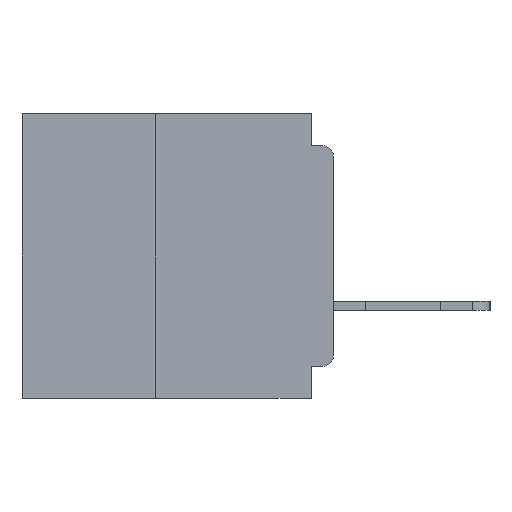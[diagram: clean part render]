
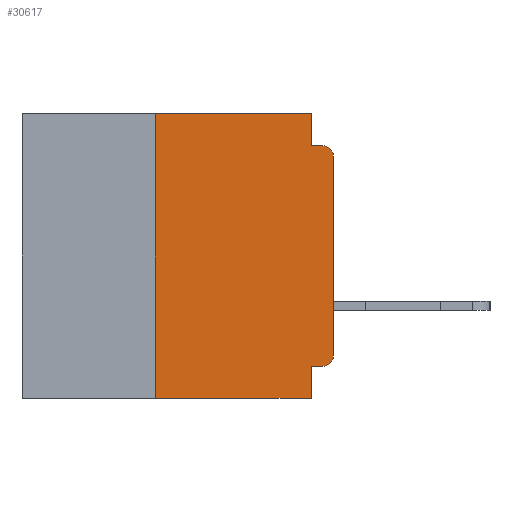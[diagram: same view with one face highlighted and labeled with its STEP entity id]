
A CAD part, left-side view. The second image highlights one B-rep face of the part: STEP entity #30617.
In plain terms, the highlighted planar face has unit normal (-1, 0, 0).
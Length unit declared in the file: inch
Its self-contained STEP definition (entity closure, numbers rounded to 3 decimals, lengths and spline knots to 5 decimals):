
#32 = LINE ( 'NONE', #17632, #26099 ) ;
#1417 = CARTESIAN_POINT ( 'NONE',  ( 0., 0.031, -0.4 ) ) ;
#1840 = VERTEX_POINT ( 'NONE', #27740 ) ;
#1915 = CARTESIAN_POINT ( 'NONE',  ( 0., 0.25, -0.4 ) ) ;
#2050 = VERTEX_POINT ( 'NONE', #36476 ) ;
#2063 = LINE ( 'NONE', #31669, #41370 ) ;
#2902 = DIRECTION ( 'NONE',  ( -1., 0., 0. ) ) ;
#3261 = LINE ( 'NONE', #19710, #35935 ) ;
#3351 = DIRECTION ( 'NONE',  ( 0., -1., 0. ) ) ;
#3433 = DIRECTION ( 'NONE',  ( 0., -1., 0. ) ) ;
#4719 = LINE ( 'NONE', #1417, #29763 ) ;
#6605 = CARTESIAN_POINT ( 'NONE',  ( 0., 0.437, 0. ) ) ;
#6662 = VERTEX_POINT ( 'NONE', #39768 ) ;
#6704 = CARTESIAN_POINT ( 'NONE',  ( 0., 0.031, -0.355 ) ) ;
#6982 = DIRECTION ( 'NONE',  ( 0., 0., -1. ) ) ;
#7470 = CARTESIAN_POINT ( 'NONE',  ( 0., 0.031, 0. ) ) ;
#8227 = AXIS2_PLACEMENT_3D ( 'NONE', #22464, #2902, #25791 ) ;
#9166 = VERTEX_POINT ( 'NONE', #21241 ) ;
#9503 = EDGE_CURVE ( 'NONE', #1840, #12689, #21070, .T. ) ;
#10161 = VERTEX_POINT ( 'NONE', #6704 ) ;
#10308 = CARTESIAN_POINT ( 'NONE',  ( 0., 0.015, -0.34 ) ) ;
#11991 = VECTOR ( 'NONE', #17039, 39.37008 ) ;
#12165 = PLANE ( 'NONE',  #35895 ) ;
#12191 = LINE ( 'NONE', #29849, #37295 ) ;
#12293 = VECTOR ( 'NONE', #3351, 39.37008 ) ;
#12689 = VERTEX_POINT ( 'NONE', #7470 ) ;
#12940 = ORIENTED_EDGE ( 'NONE', *, *, #36492, .T. ) ;
#13535 = CARTESIAN_POINT ( 'NONE',  ( 0., 0.031, -0.045 ) ) ;
#13593 = DIRECTION ( 'NONE',  ( 0., 0., -1. ) ) ;
#13720 = CARTESIAN_POINT ( 'NONE',  ( 0., 0., 0. ) ) ;
#14601 = ORIENTED_EDGE ( 'NONE', *, *, #33592, .F. ) ;
#14913 = ORIENTED_EDGE ( 'NONE', *, *, #36227, .F. ) ;
#15469 = DIRECTION ( 'NONE',  ( 1., 0., 0. ) ) ;
#16118 = VERTEX_POINT ( 'NONE', #1915 ) ;
#17039 = DIRECTION ( 'NONE',  ( 0., 0., 1. ) ) ;
#17184 = ORIENTED_EDGE ( 'NONE', *, *, #28347, .T. ) ;
#17632 = CARTESIAN_POINT ( 'NONE',  ( 0., 0., -0.045 ) ) ;
#17810 = ORIENTED_EDGE ( 'NONE', *, *, #30596, .F. ) ;
#18414 = ORIENTED_EDGE ( 'NONE', *, *, #22153, .T. ) ;
#18517 = VERTEX_POINT ( 'NONE', #20918 ) ;
#18656 = DIRECTION ( 'NONE',  ( 0., 1., 0. ) ) ;
#19710 = CARTESIAN_POINT ( 'NONE',  ( 0., 0.437, -0.4 ) ) ;
#20918 = CARTESIAN_POINT ( 'NONE',  ( 0., 0.015, -0.355 ) ) ;
#21070 = LINE ( 'NONE', #6605, #12293 ) ;
#21241 = CARTESIAN_POINT ( 'NONE',  ( 0., 0., -0.06 ) ) ;
#22153 = EDGE_CURVE ( 'NONE', #9166, #6662, #22526, .T. ) ;
#22464 = CARTESIAN_POINT ( 'NONE',  ( 0., 0.015, -0.06 ) ) ;
#22526 = CIRCLE ( 'NONE', #8227, 0.015 ) ;
#22654 = ORIENTED_EDGE ( 'NONE', *, *, #30881, .T. ) ;
#23482 = CIRCLE ( 'NONE', #24202, 0.015 ) ;
#24033 = FACE_OUTER_BOUND ( 'NONE', #31394, .T. ) ;
#24100 = ORIENTED_EDGE ( 'NONE', *, *, #39741, .F. ) ;
#24202 = AXIS2_PLACEMENT_3D ( 'NONE', #10308, #33200, #13593 ) ;
#24287 = DIRECTION ( 'NONE',  ( 0., 0., -1. ) ) ;
#25791 = DIRECTION ( 'NONE',  ( 0., 0., -1. ) ) ;
#25942 = VERTEX_POINT ( 'NONE', #26789 ) ;
#26099 = VECTOR ( 'NONE', #40528, 39.37008 ) ;
#26489 = ORIENTED_EDGE ( 'NONE', *, *, #9503, .F. ) ;
#26789 = CARTESIAN_POINT ( 'NONE',  ( 0., 0., -0.34 ) ) ;
#27740 = CARTESIAN_POINT ( 'NONE',  ( 0., 0.25, 0. ) ) ;
#28347 = EDGE_CURVE ( 'NONE', #16118, #2050, #3261, .T. ) ;
#28957 = VECTOR ( 'NONE', #32064, 39.37008 ) ;
#29179 = ORIENTED_EDGE ( 'NONE', *, *, #30259, .F. ) ;
#29763 = VECTOR ( 'NONE', #24287, 39.37008 ) ;
#29849 = CARTESIAN_POINT ( 'NONE',  ( 0., 0.031, 0. ) ) ;
#30259 = EDGE_CURVE ( 'NONE', #12689, #38944, #12191, .T. ) ;
#30596 = EDGE_CURVE ( 'NONE', #18517, #10161, #2063, .T. ) ;
#30617 = ADVANCED_FACE ( 'NONE', ( #24033 ), #12165, .F. ) ;
#30881 = EDGE_CURVE ( 'NONE', #18517, #25942, #23482, .T. ) ;
#31394 = EDGE_LOOP ( 'NONE', ( #12940, #18414, #14601, #29179, #26489, #14913, #17184, #24100, #17810, #22654 ) ) ;
#31669 = CARTESIAN_POINT ( 'NONE',  ( 0., 0., -0.355 ) ) ;
#32064 = DIRECTION ( 'NONE',  ( 0., 0., 1. ) ) ;
#33200 = DIRECTION ( 'NONE',  ( -1., 0., 0. ) ) ;
#33592 = EDGE_CURVE ( 'NONE', #38944, #6662, #32, .T. ) ;
#35065 = CARTESIAN_POINT ( 'NONE',  ( 0., 0.437, 0. ) ) ;
#35352 = CARTESIAN_POINT ( 'NONE',  ( 0., 0.25, -0.4 ) ) ;
#35895 = AXIS2_PLACEMENT_3D ( 'NONE', #35065, #15469, #38355 ) ;
#35935 = VECTOR ( 'NONE', #3433, 39.37008 ) ;
#36227 = EDGE_CURVE ( 'NONE', #16118, #1840, #37624, .T. ) ;
#36476 = CARTESIAN_POINT ( 'NONE',  ( 0., 0.031, -0.4 ) ) ;
#36492 = EDGE_CURVE ( 'NONE', #25942, #9166, #38104, .T. ) ;
#37295 = VECTOR ( 'NONE', #6982, 39.37008 ) ;
#37624 = LINE ( 'NONE', #35352, #28957 ) ;
#38104 = LINE ( 'NONE', #13720, #11991 ) ;
#38355 = DIRECTION ( 'NONE',  ( 0., 0., -1. ) ) ;
#38944 = VERTEX_POINT ( 'NONE', #13535 ) ;
#39741 = EDGE_CURVE ( 'NONE', #10161, #2050, #4719, .T. ) ;
#39768 = CARTESIAN_POINT ( 'NONE',  ( 0., 0.015, -0.045 ) ) ;
#40528 = DIRECTION ( 'NONE',  ( 0., -1., 0. ) ) ;
#41370 = VECTOR ( 'NONE', #18656, 39.37008 ) ;
